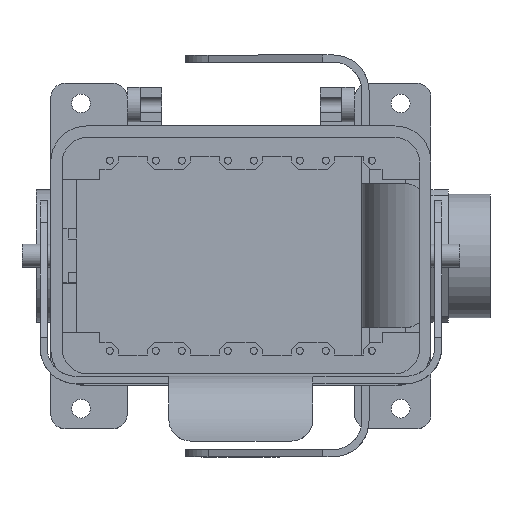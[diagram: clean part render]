
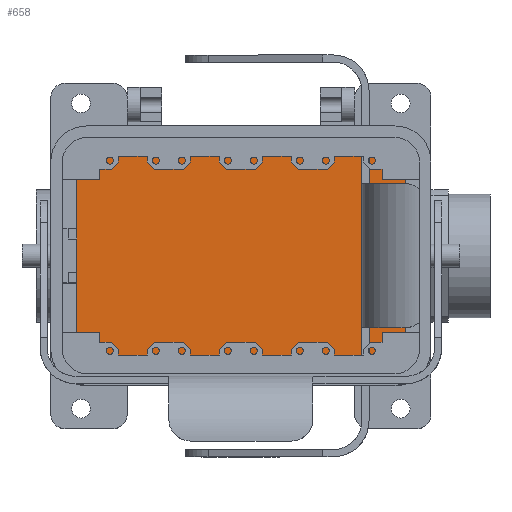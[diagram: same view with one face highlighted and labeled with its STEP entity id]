
A CAD part, top view. The second image highlights one B-rep face of the part: STEP entity #658.
In plain terms, the highlighted planar face has unit normal (0, 0, 1).
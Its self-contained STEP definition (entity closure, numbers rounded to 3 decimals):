
#658 = ADVANCED_FACE( '', ( #1447 ), #1448, .T. );
#1447 = FACE_OUTER_BOUND( '', #2345, .T. );
#1448 = PLANE( '', #2346 );
#2345 = EDGE_LOOP( '', ( #4331, #4332, #4333, #4334, #4335, #4336, #4337, #4338 ) );
#2346 = AXIS2_PLACEMENT_3D( '', #4339, #4340, #4341 );
#4331 = ORIENTED_EDGE( '', *, *, #5377, .T. );
#4332 = ORIENTED_EDGE( '', *, *, #5954, .T. );
#4333 = ORIENTED_EDGE( '', *, *, #5708, .T. );
#4334 = ORIENTED_EDGE( '', *, *, #5870, .F. );
#4335 = ORIENTED_EDGE( '', *, *, #5149, .F. );
#4336 = ORIENTED_EDGE( '', *, *, #5615, .T. );
#4337 = ORIENTED_EDGE( '', *, *, #5955, .F. );
#4338 = ORIENTED_EDGE( '', *, *, #5777, .F. );
#4339 = CARTESIAN_POINT( '', ( 0., 41., 5. ) );
#4340 = DIRECTION( '', ( 0., 0., 1. ) );
#4341 = DIRECTION( '', ( 1., 0., 0. ) );
#5149 = EDGE_CURVE( '', #6141, #6143, #6144, .T. );
#5377 = EDGE_CURVE( '', #6543, #6541, #6544, .T. );
#5615 = EDGE_CURVE( '', #6141, #6924, #6926, .T. );
#5708 = EDGE_CURVE( '', #7063, #7061, #7064, .T. );
#5777 = EDGE_CURVE( '', #6543, #7158, #7159, .T. );
#5870 = EDGE_CURVE( '', #6143, #7061, #7302, .T. );
#5954 = EDGE_CURVE( '', #6541, #7063, #7410, .T. );
#5955 = EDGE_CURVE( '', #7158, #6924, #7411, .T. );
#6141 = VERTEX_POINT( '', #7622 );
#6143 = VERTEX_POINT( '', #7625 );
#6144 = LINE( '', #7626, #7627 );
#6541 = VERTEX_POINT( '', #8171 );
#6543 = VERTEX_POINT( '', #8174 );
#6544 = LINE( '', #8175, #8176 );
#6924 = VERTEX_POINT( '', #8711 );
#6926 = CIRCLE( '', #8714, 8.5 );
#7061 = VERTEX_POINT( '', #8908 );
#7063 = VERTEX_POINT( '', #8911 );
#7064 = LINE( '', #8912, #8913 );
#7158 = VERTEX_POINT( '', #9045 );
#7159 = CIRCLE( '', #9046, 8.5 );
#7302 = CIRCLE( '', #9292, 8.5 );
#7410 = CIRCLE( '', #9488, 8.5 );
#7411 = LINE( '', #9489, #9490 );
#7622 = CARTESIAN_POINT( '', ( 53.5, -41., 5. ) );
#7625 = CARTESIAN_POINT( '', ( -53.5, -41., 5. ) );
#7626 = CARTESIAN_POINT( '', ( -49., -41., 5. ) );
#7627 = VECTOR( '', #9745, 1000. );
#8171 = CARTESIAN_POINT( '', ( -53.5, 41., 5. ) );
#8174 = CARTESIAN_POINT( '', ( 53.5, 41., 5. ) );
#8175 = CARTESIAN_POINT( '', ( -49., 41., 5. ) );
#8176 = VECTOR( '', #10041, 1000. );
#8711 = CARTESIAN_POINT( '', ( 57., -40.246, 5. ) );
#8714 = AXIS2_PLACEMENT_3D( '', #10320, #10321, #10322 );
#8908 = CARTESIAN_POINT( '', ( -57., -40.246, 5. ) );
#8911 = CARTESIAN_POINT( '', ( -57., 40.246, 5. ) );
#8912 = CARTESIAN_POINT( '', ( -57., 28., 5. ) );
#8913 = VECTOR( '', #10422, 1000. );
#9045 = CARTESIAN_POINT( '', ( 57., 40.246, 5. ) );
#9046 = AXIS2_PLACEMENT_3D( '', #10494, #10495, #10496 );
#9292 = AXIS2_PLACEMENT_3D( '', #10608, #10609, #10610 );
#9488 = AXIS2_PLACEMENT_3D( '', #10689, #10690, #10691 );
#9489 = CARTESIAN_POINT( '', ( 57., 28., 5. ) );
#9490 = VECTOR( '', #10692, 1000. );
#9745 = DIRECTION( '', ( -1., 0., 0. ) );
#10041 = DIRECTION( '', ( -1., 0., 0. ) );
#10320 = CARTESIAN_POINT( '', ( 53.5, -32.5, 5. ) );
#10321 = DIRECTION( '', ( 0., 0., 1. ) );
#10322 = DIRECTION( '', ( -1., 0., 0. ) );
#10422 = DIRECTION( '', ( 0., -1., 0. ) );
#10494 = CARTESIAN_POINT( '', ( 53.5, 32.5, 5. ) );
#10495 = DIRECTION( '', ( 0., 0., -1. ) );
#10496 = DIRECTION( '', ( -1., 0., 0. ) );
#10608 = CARTESIAN_POINT( '', ( -53.5, -32.5, 5. ) );
#10609 = DIRECTION( '', ( 0., 0., -1. ) );
#10610 = DIRECTION( '', ( 1., 0., 0. ) );
#10689 = CARTESIAN_POINT( '', ( -53.5, 32.5, 5. ) );
#10690 = DIRECTION( '', ( 0., 0., 1. ) );
#10691 = DIRECTION( '', ( 1., 0., 0. ) );
#10692 = DIRECTION( '', ( 0., -1., 0. ) );
